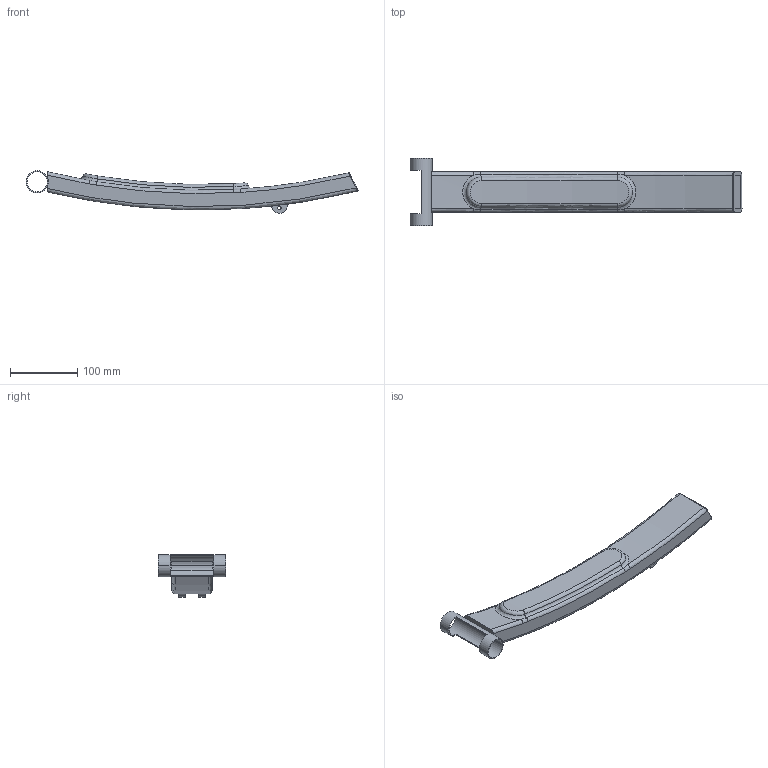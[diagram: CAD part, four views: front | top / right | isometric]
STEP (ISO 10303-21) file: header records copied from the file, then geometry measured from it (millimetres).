
FILE_DESCRIPTION (( 'STEP AP214' ), '1' );
FILE_NAME ('Inferior.STEP', '2025-01-24T00:11:36', ( '' ), ( '' ), 'SwSTEP 2.0', 'SolidWorks 2024', '' );
FILE_SCHEMA (( 'AUTOMOTIVE_DESIGN' ));
Length unit declared in the file: millimetre
Products named in the file (1): Inferior
Bounding box: 492.72 x 100 x 63.13 mm (x, y, z)
Volume: 384123.6 mm3; surface area: 162832.7 mm2
Topology: 1 solids, 1 shells, 69 faces, 178 edges, 112 vertices
Faces by surface type: bspline 36, plane 19, cylinder 14
Entity records: 5911 total; most frequent: CARTESIAN_POINT 4469, ORIENTED_EDGE 356, DIRECTION 182, EDGE_CURVE 178, VERTEX_POINT 112, B_SPLINE_CURVE_WITH_KNOTS 97, EDGE_LOOP 78, ADVANCED_FACE 69
